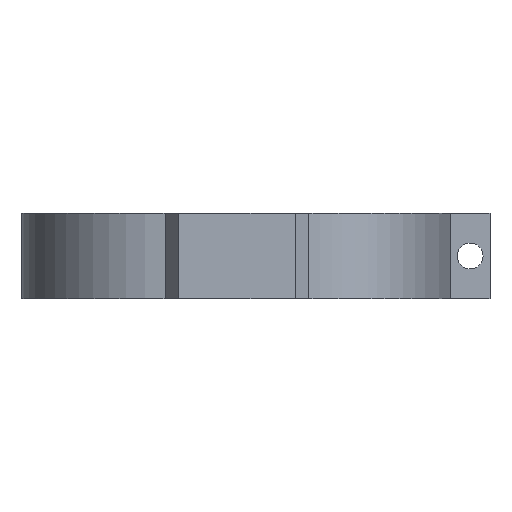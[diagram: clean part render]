
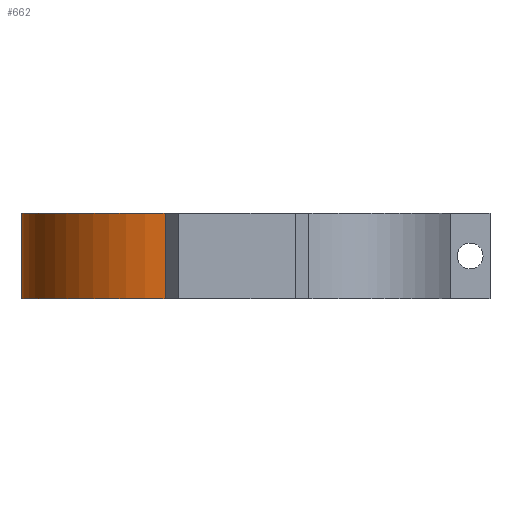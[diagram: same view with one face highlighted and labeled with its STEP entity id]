
A CAD part, left-side view. The second image highlights one B-rep face of the part: STEP entity #662.
In plain terms, the highlighted free-form (B-spline) face has degree [3, 1] with [7, 2] control points.
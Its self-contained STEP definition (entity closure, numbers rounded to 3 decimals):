
#32=B_SPLINE_CURVE_WITH_KNOTS('',3,(#1034,#1035,#1036,#1037,#1038,#1039,
#1040,#1041,#1042,#1043),.UNSPECIFIED.,.F.,.F.,(4,2,2,2,4),(0.,0.236,
0.491,0.745,1.),.UNSPECIFIED.);
#33=B_SPLINE_CURVE_WITH_KNOTS('',3,(#1045,#1046,#1047,#1048,#1049,#1050,
#1051,#1052,#1053,#1054),.UNSPECIFIED.,.F.,.F.,(4,2,2,2,4),(0.,0.236,
0.491,0.745,1.),.UNSPECIFIED.);
#45=B_SPLINE_SURFACE_WITH_KNOTS('',3,1,((#1020,#1021),(#1022,#1023),(#1024,
#1025),(#1026,#1027),(#1028,#1029),(#1030,#1031),(#1032,#1033)),
 .SURF_OF_LINEAR_EXTRUSION.,.F.,.F.,.F.,(4,1,1,1,4),(2,2),(0.,0.25,0.5,
0.75,1.),(0.,1.),.UNSPECIFIED.);
#108=ORIENTED_EDGE('',*,*,#283,.F.);
#109=ORIENTED_EDGE('',*,*,#282,.F.);
#110=ORIENTED_EDGE('',*,*,#284,.T.);
#111=ORIENTED_EDGE('',*,*,#285,.T.);
#282=EDGE_CURVE('',#363,#362,#432,.T.);
#283=EDGE_CURVE('',#362,#364,#32,.T.);
#284=EDGE_CURVE('',#363,#365,#33,.T.);
#285=EDGE_CURVE('',#365,#364,#433,.T.);
#362=VERTEX_POINT('',#1016);
#363=VERTEX_POINT('',#1018);
#364=VERTEX_POINT('',#1044);
#365=VERTEX_POINT('',#1055);
#432=LINE('',#1019,#506);
#433=LINE('',#1056,#507);
#506=VECTOR('',#789,1000.);
#507=VECTOR('',#790,1000.);
#560=EDGE_LOOP('',(#108,#109,#110,#111));
#600=FACE_BOUND('',#560,.T.);
#662=ADVANCED_FACE('',(#600),#45,.T.);
#789=DIRECTION('',(0.,0.,-1.));
#790=DIRECTION('',(0.,0.,-1.));
#1016=CARTESIAN_POINT('',(54.402,6.627,0.));
#1018=CARTESIAN_POINT('',(54.402,6.627,9.));
#1019=CARTESIAN_POINT('',(54.402,6.627,9.));
#1020=CARTESIAN_POINT('',(54.402,6.627,9.));
#1021=CARTESIAN_POINT('',(54.402,6.627,0.));
#1022=CARTESIAN_POINT('',(54.492,9.008,9.));
#1023=CARTESIAN_POINT('',(54.492,9.008,0.));
#1024=CARTESIAN_POINT('',(55.928,13.315,9.));
#1025=CARTESIAN_POINT('',(55.928,13.315,0.));
#1026=CARTESIAN_POINT('',(60.598,18.015,9.));
#1027=CARTESIAN_POINT('',(60.598,18.015,0.));
#1028=CARTESIAN_POINT('',(66.613,20.917,9.));
#1029=CARTESIAN_POINT('',(66.613,20.917,0.));
#1030=CARTESIAN_POINT('',(70.864,21.599,9.));
#1031=CARTESIAN_POINT('',(70.864,21.599,0.));
#1032=CARTESIAN_POINT('',(72.892,21.6,9.));
#1033=CARTESIAN_POINT('',(72.892,21.6,0.));
#1034=CARTESIAN_POINT('',(54.402,6.627,0.));
#1035=CARTESIAN_POINT('',(54.487,8.877,0.));
#1036=CARTESIAN_POINT('',(55.132,10.925,0.));
#1037=CARTESIAN_POINT('',(57.274,14.638,0.));
#1038=CARTESIAN_POINT('',(58.833,16.262,0.));
#1039=CARTESIAN_POINT('',(62.422,18.888,0.));
#1040=CARTESIAN_POINT('',(64.458,19.89,0.));
#1041=CARTESIAN_POINT('',(68.661,21.246,0.));
#1042=CARTESIAN_POINT('',(70.827,21.599,0.));
#1043=CARTESIAN_POINT('',(72.892,21.6,0.));
#1044=CARTESIAN_POINT('',(72.892,21.6,0.));
#1045=CARTESIAN_POINT('',(54.402,6.627,9.));
#1046=CARTESIAN_POINT('',(54.487,8.877,9.));
#1047=CARTESIAN_POINT('',(55.132,10.925,9.));
#1048=CARTESIAN_POINT('',(57.274,14.638,9.));
#1049=CARTESIAN_POINT('',(58.833,16.262,9.));
#1050=CARTESIAN_POINT('',(62.422,18.888,9.));
#1051=CARTESIAN_POINT('',(64.458,19.89,9.));
#1052=CARTESIAN_POINT('',(68.661,21.246,9.));
#1053=CARTESIAN_POINT('',(70.827,21.599,9.));
#1054=CARTESIAN_POINT('',(72.892,21.6,9.));
#1055=CARTESIAN_POINT('',(72.892,21.6,9.));
#1056=CARTESIAN_POINT('',(72.892,21.6,9.));
